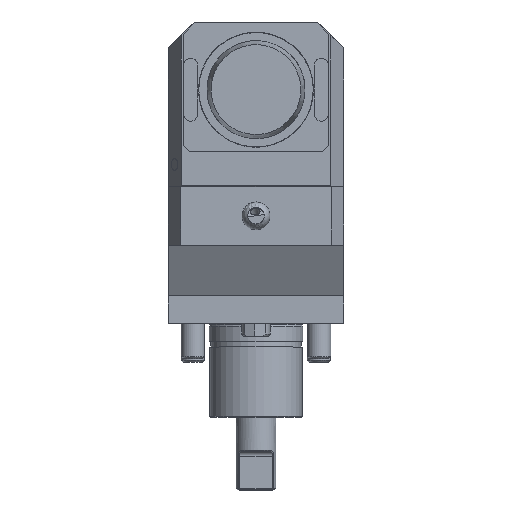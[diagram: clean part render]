
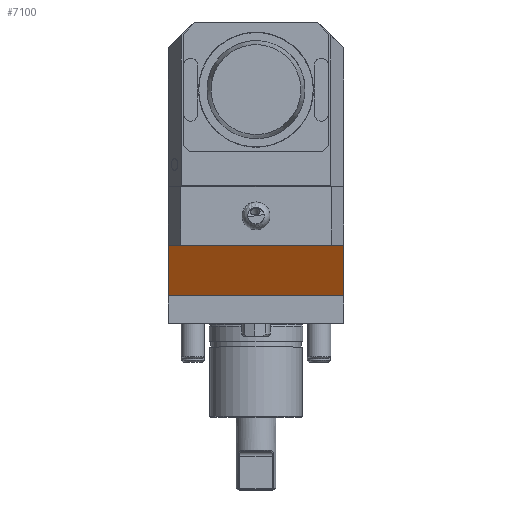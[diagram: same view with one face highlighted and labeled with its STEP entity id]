
A CAD part, top view. The second image highlights one B-rep face of the part: STEP entity #7100.
In plain terms, the highlighted planar face has unit normal (0, -0.5, 0.866).
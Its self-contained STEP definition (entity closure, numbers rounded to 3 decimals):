
#1531 = ORIENTED_EDGE ( 'NONE', *, *, #18528, .F. ) ;
#2730 = CARTESIAN_POINT ( 'NONE',  ( 38.096, -14.5, 65. ) ) ;
#2759 = CARTESIAN_POINT ( 'NONE',  ( -36.904, -14.5, 65. ) ) ;
#3696 = DIRECTION ( 'NONE',  ( -1., 0., 0. ) ) ;
#3932 = VECTOR ( 'NONE', #25647, 1000. ) ;
#4416 = CARTESIAN_POINT ( 'NONE',  ( -36.904, -36.151, 52.5 ) ) ;
#6073 = VECTOR ( 'NONE', #21807, 1000. ) ;
#6902 = VERTEX_POINT ( 'NONE', #25534 ) ;
#7100 = ADVANCED_FACE ( 'Defeature completata2_109', ( #18259 ), #14284, .T. ) ;
#7302 = ORIENTED_EDGE ( 'NONE', *, *, #15576, .F. ) ;
#8195 = EDGE_CURVE ( 'NONE', #6902, #16266, #8687, .T. ) ;
#8687 = LINE ( 'NONE', #4416, #22320 ) ;
#11073 = LINE ( 'NONE', #25733, #16709 ) ;
#11684 = DIRECTION ( 'NONE',  ( 0., -0.5, 0.866 ) ) ;
#12147 = CARTESIAN_POINT ( 'NONE',  ( -36.904, -36.151, 52.5 ) ) ;
#12523 = VERTEX_POINT ( 'NONE', #15088 ) ;
#12950 = DIRECTION ( 'NONE',  ( -1., 0., 0. ) ) ;
#14284 = PLANE ( 'NONE',  #17355 ) ;
#14606 = CARTESIAN_POINT ( 'NONE',  ( -36.904, -14.5, 65. ) ) ;
#14634 = EDGE_LOOP ( 'NONE', ( #1531, #18315, #14764, #7302 ) ) ;
#14764 = ORIENTED_EDGE ( 'NONE', *, *, #15931, .F. ) ;
#14946 = VERTEX_POINT ( 'NONE', #14606 ) ;
#15088 = CARTESIAN_POINT ( 'NONE',  ( 38.096, -14.5, 65. ) ) ;
#15576 = EDGE_CURVE ( 'NONE', #14946, #12523, #21554, .T. ) ;
#15931 = EDGE_CURVE ( 'NONE', #12523, #6902, #17273, .T. ) ;
#16266 = VERTEX_POINT ( 'NONE', #12147 ) ;
#16709 = VECTOR ( 'NONE', #17078, 1000. ) ;
#17078 = DIRECTION ( 'NONE',  ( 0., 0.866, 0.5 ) ) ;
#17273 = LINE ( 'NONE', #2730, #3932 ) ;
#17355 = AXIS2_PLACEMENT_3D ( 'NONE', #24568, #11684, #3696 ) ;
#18259 = FACE_OUTER_BOUND ( 'NONE', #14634, .T. ) ;
#18315 = ORIENTED_EDGE ( 'NONE', *, *, #8195, .F. ) ;
#18528 = EDGE_CURVE ( 'NONE', #16266, #14946, #11073, .T. ) ;
#21554 = LINE ( 'NONE', #2759, #6073 ) ;
#21807 = DIRECTION ( 'NONE',  ( 1., 0., 0. ) ) ;
#22320 = VECTOR ( 'NONE', #12950, 1000. ) ;
#24568 = CARTESIAN_POINT ( 'NONE',  ( -36.904, -14.5, 65. ) ) ;
#25534 = CARTESIAN_POINT ( 'NONE',  ( 38.096, -36.151, 52.5 ) ) ;
#25647 = DIRECTION ( 'NONE',  ( 0., -0.866, -0.5 ) ) ;
#25733 = CARTESIAN_POINT ( 'NONE',  ( -36.904, -14.5, 65. ) ) ;
